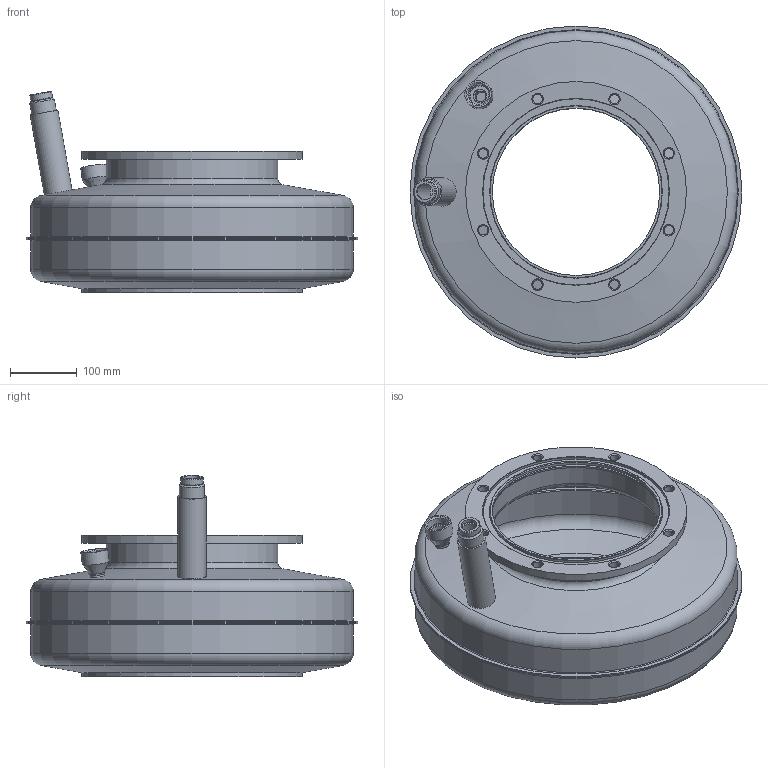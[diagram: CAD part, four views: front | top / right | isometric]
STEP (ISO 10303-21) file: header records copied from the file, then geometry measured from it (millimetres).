
FILE_DESCRIPTION(('STEP AP242'), '1');
FILE_NAME('櫻蠉錪', '2023-06-29T07:08:43', (''), (''), 'C3D Converter', 'C3D Toolkit', '');
FILE_SCHEMA(('AP242_MANAGED_MODEL_BASED_3D_ENGINEERING_MIM_LF { 1 0 10303 442 1 1 4 }'));
Length unit declared in the file: millimetre
Bounding box: 496 x 496 x 300.64 mm (x, y, z)
Surface area: 665593.5 mm2 (no closed solid volume)
Topology: 0 solids, 33 shells, 977 faces, 4011 edges, 3072 vertices
Faces by surface type: cylinder 474, plane 460, cone 35, torus 8
Full cylindrical faces by diameter (mm): 10.106 x8, 14 x8, 16 x1, 20.5 x1, 21 x1, 21.5 x1, 24 x1, 30 x1, 31.376 x1, 33 x1, 33.7 x1, 37.5 x1, 38 x1, 40.053 x1, 42 x1, 250 x2, 256 x2, 258 x1, 278 x1, 330 x3, 482 x2, 496 x2
Entity records: 53575 total; most frequent: CARTESIAN_POINT 26823, ORIENTED_EDGE 5476, DIRECTION 4116, EDGE_CURVE 3918, VERTEX_POINT 3064, B_SPLINE_CURVE_WITH_KNOTS 1395, AXIS2_PLACEMENT_3D 1380, LINE 1356
